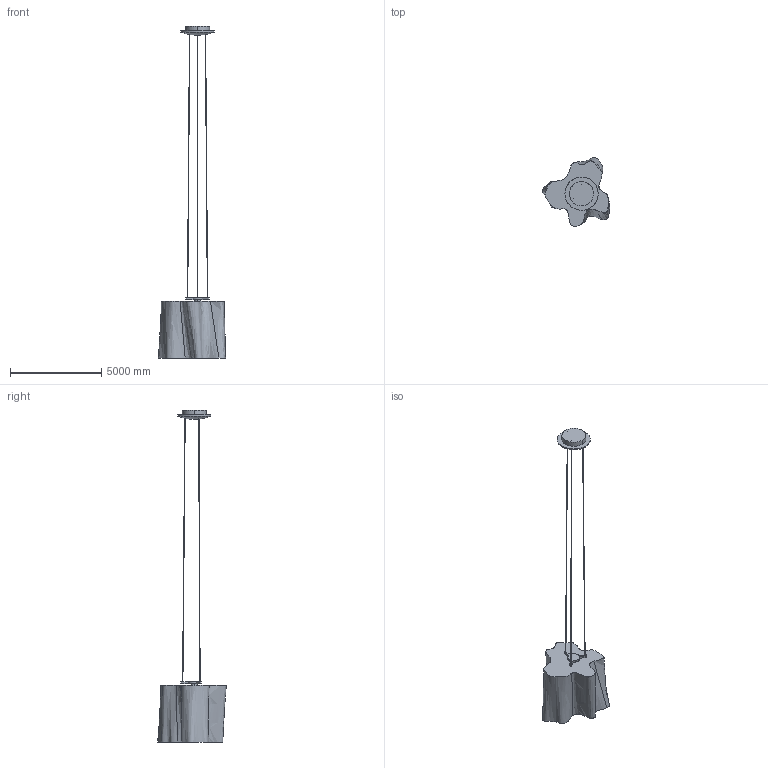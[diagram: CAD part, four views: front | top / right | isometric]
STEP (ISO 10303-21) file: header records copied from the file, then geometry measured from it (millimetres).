
FILE_DESCRIPTION(/* description */ (''),/* implementation_level */ '2;1');
FILE_NAME(/* name */ 'Logico_Standard_Sospensione_3D',/* time_stamp */ '2011-11-28T12:37:07+01:00',/* author */ (''),/* organization */ (''),/* preprocessor_version */ 'ST-DEVELOPER v10',/* originating_system */ '',/* authorisation */ '');
FILE_SCHEMA (('CONFIG_CONTROL_DESIGN'));
Length unit declared in the file: centimetre
Products named in the file (1): 1
Bounding box: 3681.45 x 3760.37 x 18210.14 mm (x, y, z)
Volume: 996761345.8 mm3; surface area: 57601598.2 mm2
Topology: 2 solids, 5 shells, 74 faces, 192 edges, 124 vertices
Faces by surface type: bspline 58, plane 16
Entity records: 3197 total; most frequent: CARTESIAN_POINT 2023, ORIENTED_EDGE 366, EDGE_CURVE 188, VERTEX_POINT 124, B_SPLINE_CURVE_WITH_KNOTS 103, EDGE_LOOP 81, ADVANCED_FACE 74, FACE_OUTER_BOUND 74
